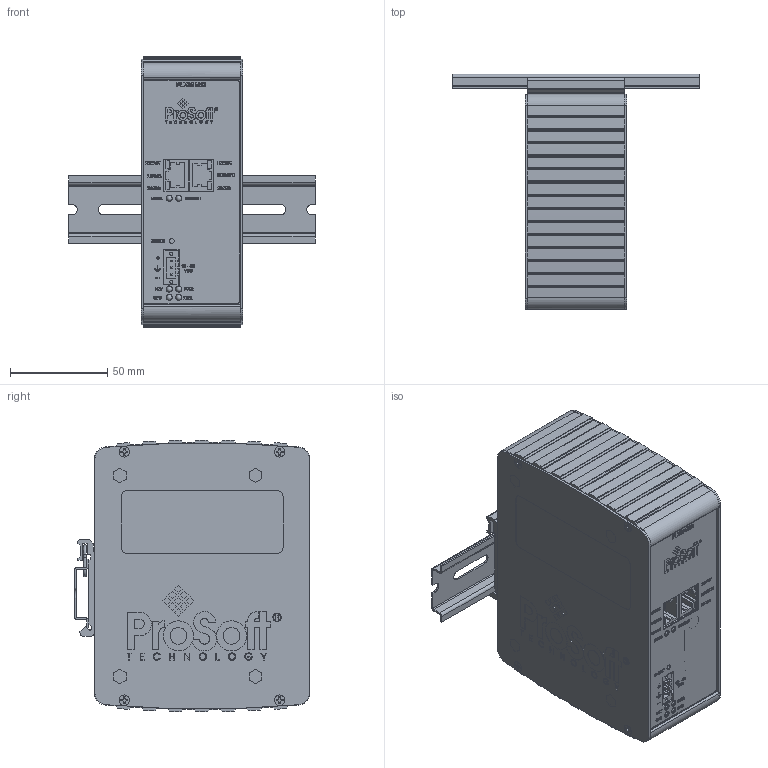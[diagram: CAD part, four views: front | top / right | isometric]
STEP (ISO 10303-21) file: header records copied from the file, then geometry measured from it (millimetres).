
FILE_DESCRIPTION (( '972-1006' ), '1' );
FILE_NAME ('PLX35-NB2', 'Revision 00', ( 'ProSoft Technology' ), ( 'ProSoft Technology' ), '', '', '' );
FILE_SCHEMA (( 'AUTOMOTIVE_DESIGN' ));
Products named in the file (1): PLX35-NB2 3D Model
Bounding box: 127 x 121.23 x 140.08 mm (x, y, z)
Volume: 741537 mm3; surface area: 109316 mm2
Topology: 2 solids, 14 shells, 3328 faces, 9190 edges, 6151 vertices
Faces by surface type: plane 2298, cylinder 649, extrusion 260, cone 104, bspline 6, sphere 6, torus 5
Full cylindrical faces by diameter (mm): 0.457 x14, 0.762 x6, 0.89 x24, 0.92 x2, 1.016 x8, 1.524 x10, 1.57 x2, 1.6 x5, 2.3 x1, 2.459 x2, 2.506 x1, 2.54 x1, 2.896 x6, 3.141 x2, 3.158 x2, 3.175 x8, 3.251 x2, 3.5 x3, 4 x3, 4.191 x3, 4.851 x4, 5.4 x4, 7 x1
Entity records: 138472 total; most frequent: CARTESIAN_POINT 31858, ORIENTED_EDGE 17812, DIRECTION 15908, EDGE_CURVE 8906, VECTOR 6812, LINE 6552, VERTEX_POINT 6024, AXIS2_PLACEMENT_3D 4548
